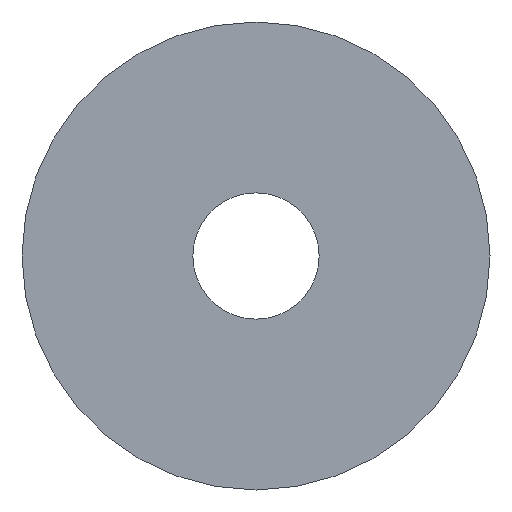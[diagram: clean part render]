
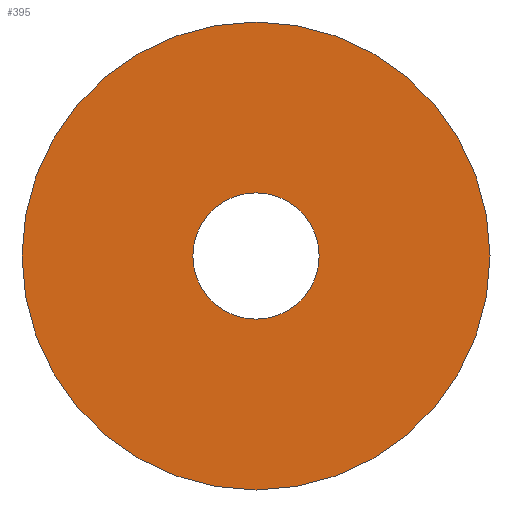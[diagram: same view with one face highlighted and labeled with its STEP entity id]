
A CAD part, left-side view. The second image highlights one B-rep face of the part: STEP entity #395.
In plain terms, the highlighted planar face has unit normal (-1, 0, 0).
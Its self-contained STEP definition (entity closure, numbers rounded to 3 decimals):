
#2 = DIRECTION ( 'NONE',  ( 0., 0., -1. ) ) ;
#9 = CARTESIAN_POINT ( 'NONE',  ( -26.25, 0., -27. ) ) ;
#22 = CIRCLE ( 'NONE', #238, 27. ) ;
#33 = CARTESIAN_POINT ( 'NONE',  ( -26.25, 0., -100. ) ) ;
#36 = CARTESIAN_POINT ( 'NONE',  ( -26.25, 0., 0. ) ) ;
#63 = CARTESIAN_POINT ( 'NONE',  ( -26.25, 0., 27. ) ) ;
#66 = DIRECTION ( 'NONE',  ( 1., 0., 0. ) ) ;
#70 = DIRECTION ( 'NONE',  ( -1., 0., 0. ) ) ;
#75 = VERTEX_POINT ( 'NONE', #358 ) ;
#92 = DIRECTION ( 'NONE',  ( 0., 0., -1. ) ) ;
#93 = AXIS2_PLACEMENT_3D ( 'NONE', #200, #70, #110 ) ;
#107 = DIRECTION ( 'NONE',  ( 0., 0., -1. ) ) ;
#110 = DIRECTION ( 'NONE',  ( 0., 0., 1. ) ) ;
#118 = VERTEX_POINT ( 'NONE', #33 ) ;
#128 = DIRECTION ( 'NONE',  ( 1., 0., 0. ) ) ;
#133 = EDGE_CURVE ( 'NONE', #170, #255, #265, .T. ) ;
#141 = ORIENTED_EDGE ( 'NONE', *, *, #192, .F. ) ;
#155 = EDGE_LOOP ( 'NONE', ( #373, #214 ) ) ;
#156 = EDGE_CURVE ( 'NONE', #75, #118, #331, .T. ) ;
#170 = VERTEX_POINT ( 'NONE', #9 ) ;
#172 = PLANE ( 'NONE',  #93 ) ;
#192 = EDGE_CURVE ( 'NONE', #118, #75, #206, .T. ) ;
#200 = CARTESIAN_POINT ( 'NONE',  ( -26.25, 27., 0. ) ) ;
#201 = ORIENTED_EDGE ( 'NONE', *, *, #156, .F. ) ;
#206 = CIRCLE ( 'NONE', #212, 100. ) ;
#210 = EDGE_LOOP ( 'NONE', ( #141, #201 ) ) ;
#212 = AXIS2_PLACEMENT_3D ( 'NONE', #384, #66, #289 ) ;
#214 = ORIENTED_EDGE ( 'NONE', *, *, #390, .T. ) ;
#223 = CARTESIAN_POINT ( 'NONE',  ( -26.25, 0., 0. ) ) ;
#230 = FACE_BOUND ( 'NONE', #155, .T. ) ;
#232 = CARTESIAN_POINT ( 'NONE',  ( -26.25, 0., 0. ) ) ;
#238 = AXIS2_PLACEMENT_3D ( 'NONE', #232, #361, #107 ) ;
#255 = VERTEX_POINT ( 'NONE', #63 ) ;
#265 = CIRCLE ( 'NONE', #324, 27. ) ;
#289 = DIRECTION ( 'NONE',  ( 0., 0., -1. ) ) ;
#324 = AXIS2_PLACEMENT_3D ( 'NONE', #223, #383, #92 ) ;
#331 = CIRCLE ( 'NONE', #363, 100. ) ;
#336 = FACE_OUTER_BOUND ( 'NONE', #210, .T. ) ;
#358 = CARTESIAN_POINT ( 'NONE',  ( -26.25, 0., 100. ) ) ;
#361 = DIRECTION ( 'NONE',  ( 1., 0., 0. ) ) ;
#363 = AXIS2_PLACEMENT_3D ( 'NONE', #36, #128, #2 ) ;
#373 = ORIENTED_EDGE ( 'NONE', *, *, #133, .T. ) ;
#383 = DIRECTION ( 'NONE',  ( 1., 0., 0. ) ) ;
#384 = CARTESIAN_POINT ( 'NONE',  ( -26.25, 0., 0. ) ) ;
#390 = EDGE_CURVE ( 'NONE', #255, #170, #22, .T. ) ;
#395 = ADVANCED_FACE ( 'NONE', ( #230, #336 ), #172, .T. ) ;
